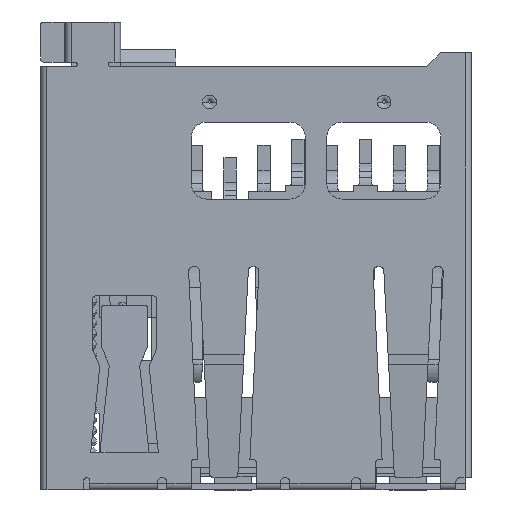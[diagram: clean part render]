
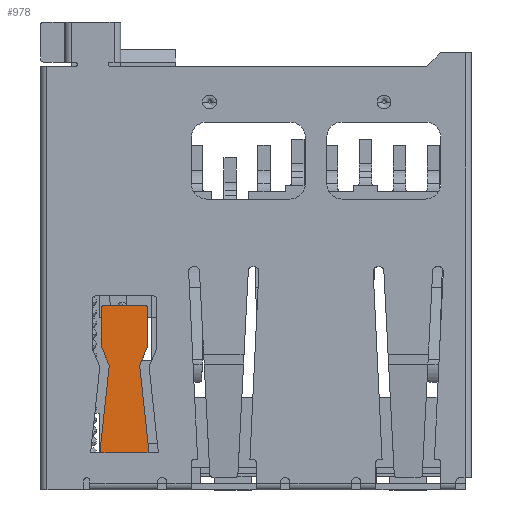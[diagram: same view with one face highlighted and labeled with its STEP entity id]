
A CAD part, top view. The second image highlights one B-rep face of the part: STEP entity #978.
In plain terms, the highlighted face is planar.
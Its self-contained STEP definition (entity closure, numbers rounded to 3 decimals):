
#186 = CARTESIAN_POINT ( 'NONE',  ( 3.47, 5.896, 0.2 ) ) ;
#978 = ADVANCED_FACE ( 'NONE', ( #39103 ), #9148, .T. ) ;
#1280 = DIRECTION ( 'NONE',  ( 0.107, 0.994, 0.017 ) ) ;
#1963 = CARTESIAN_POINT ( 'NONE',  ( 5.018, 1.198, 0.118 ) ) ;
#2622 = ORIENTED_EDGE ( 'NONE', *, *, #36671, .T. ) ;
#2626 = ORIENTED_EDGE ( 'NONE', *, *, #36063, .T. ) ;
#3123 = CARTESIAN_POINT ( 'NONE',  ( 3.774, 3.054, 0.15 ) ) ;
#3174 = DIRECTION ( 'NONE',  ( 0., 1., 0.017 ) ) ;
#3679 = CARTESIAN_POINT ( 'NONE',  ( 0., 1.098, 0.116 ) ) ;
#5755 = CIRCLE ( 'NONE', #38266, 0.1 ) ;
#5791 = CARTESIAN_POINT ( 'NONE',  ( 5.018, 2.438, 0.14 ) ) ;
#5843 = ORIENTED_EDGE ( 'NONE', *, *, #10407, .T. ) ;
#6148 = VERTEX_POINT ( 'NONE', #26621 ) ;
#6410 = DIRECTION ( 'NONE',  ( -0.385, -0.923, -0.016 ) ) ;
#9014 = EDGE_CURVE ( 'NONE', #12836, #29811, #30195, .T. ) ;
#9148 = PLANE ( 'NONE',  #9524 ) ;
#9294 = CARTESIAN_POINT ( 'NONE',  ( 0., -0.001, 0.097 ) ) ;
#9330 = LINE ( 'NONE', #38925, #27627 ) ;
#9524 = AXIS2_PLACEMENT_3D ( 'NONE', #9294, #32000, #12567 ) ;
#9584 = CARTESIAN_POINT ( 'NONE',  ( 3.618, 1.198, 0.118 ) ) ;
#10230 = DIRECTION ( 'NONE',  ( 0., -1., -0.017 ) ) ;
#10407 = EDGE_CURVE ( 'NONE', #30174, #26794, #41258, .T. ) ;
#11270 = VERTEX_POINT ( 'NONE', #16745 ) ;
#12567 = DIRECTION ( 'NONE',  ( 0., -1., -0.017 ) ) ;
#12836 = VERTEX_POINT ( 'NONE', #23533 ) ;
#12839 = DIRECTION ( 'NONE',  ( 0., 1., 0.017 ) ) ;
#12946 = VECTOR ( 'NONE', #1280, 1000. ) ;
#12959 = VECTOR ( 'NONE', #28479, 1000. ) ;
#13574 = LINE ( 'NONE', #3123, #29799 ) ;
#13973 = EDGE_CURVE ( 'NONE', #18050, #11270, #15172, .T. ) ;
#14224 = ORIENTED_EDGE ( 'NONE', *, *, #13973, .T. ) ;
#15172 = LINE ( 'NONE', #29650, #19270 ) ;
#15194 = EDGE_CURVE ( 'NONE', #26794, #27165, #9330, .T. ) ;
#15577 = VERTEX_POINT ( 'NONE', #24705 ) ;
#15689 = VECTOR ( 'NONE', #22866, 1000. ) ;
#15816 = VERTEX_POINT ( 'NONE', #28803 ) ;
#16717 = DIRECTION ( 'NONE',  ( 1., 0., 0. ) ) ;
#16745 = CARTESIAN_POINT ( 'NONE',  ( 3.518, 1.198, 0.118 ) ) ;
#16790 = AXIS2_PLACEMENT_3D ( 'NONE', #37961, #18564, #41206 ) ;
#18050 = VERTEX_POINT ( 'NONE', #22217 ) ;
#18394 = ORIENTED_EDGE ( 'NONE', *, *, #27101, .T. ) ;
#18564 = DIRECTION ( 'NONE',  ( 0., -0.017, 1. ) ) ;
#19270 = VECTOR ( 'NONE', #10230, 1000. ) ;
#19560 = CARTESIAN_POINT ( 'NONE',  ( 5.018, 2.438, 0.14 ) ) ;
#19706 = LINE ( 'NONE', #36868, #27284 ) ;
#22217 = CARTESIAN_POINT ( 'NONE',  ( 3.518, 2.438, 0.14 ) ) ;
#22866 = DIRECTION ( 'NONE',  ( 0.107, -0.994, -0.017 ) ) ;
#23533 = CARTESIAN_POINT ( 'NONE',  ( 4.762, 3.054, 0.15 ) ) ;
#24318 = LINE ( 'NONE', #186, #15689 ) ;
#24705 = CARTESIAN_POINT ( 'NONE',  ( 3.618, 1.098, 0.116 ) ) ;
#25860 = ORIENTED_EDGE ( 'NONE', *, *, #37072, .T. ) ;
#26621 = CARTESIAN_POINT ( 'NONE',  ( 3.47, 5.898, 0.2 ) ) ;
#26794 = VERTEX_POINT ( 'NONE', #1963 ) ;
#27101 = EDGE_CURVE ( 'NONE', #11270, #15577, #5755, .T. ) ;
#27165 = VERTEX_POINT ( 'NONE', #19560 ) ;
#27284 = VECTOR ( 'NONE', #30301, 1000. ) ;
#27338 = CARTESIAN_POINT ( 'NONE',  ( 4.918, 1.098, 0.116 ) ) ;
#27355 = ORIENTED_EDGE ( 'NONE', *, *, #30110, .F. ) ;
#27627 = VECTOR ( 'NONE', #3174, 1000. ) ;
#28278 = VECTOR ( 'NONE', #16717, 1000. ) ;
#28479 = DIRECTION ( 'NONE',  ( -0.385, 0.923, 0.016 ) ) ;
#28803 = CARTESIAN_POINT ( 'NONE',  ( 3.774, 3.054, 0.15 ) ) ;
#29650 = CARTESIAN_POINT ( 'NONE',  ( 3.518, -0.001, 0.097 ) ) ;
#29799 = VECTOR ( 'NONE', #6410, 1000. ) ;
#29811 = VERTEX_POINT ( 'NONE', #35450 ) ;
#30110 = EDGE_CURVE ( 'NONE', #6148, #29811, #19706, .T. ) ;
#30174 = VERTEX_POINT ( 'NONE', #27338 ) ;
#30195 = LINE ( 'NONE', #33738, #12946 ) ;
#30301 = DIRECTION ( 'NONE',  ( 1., 0., 0. ) ) ;
#32000 = DIRECTION ( 'NONE',  ( 0., -0.017, 1. ) ) ;
#32290 = DIRECTION ( 'NONE',  ( 0., -0.017, 1. ) ) ;
#33567 = EDGE_LOOP ( 'NONE', ( #2626, #37061, #14224, #18394, #2622, #5843, #34830, #25860, #34436, #27355 ) ) ;
#33738 = CARTESIAN_POINT ( 'NONE',  ( 4.762, 3.054, 0.15 ) ) ;
#34436 = ORIENTED_EDGE ( 'NONE', *, *, #9014, .T. ) ;
#34625 = EDGE_CURVE ( 'NONE', #15816, #18050, #13574, .T. ) ;
#34830 = ORIENTED_EDGE ( 'NONE', *, *, #15194, .T. ) ;
#35450 = CARTESIAN_POINT ( 'NONE',  ( 5.066, 5.898, 0.2 ) ) ;
#36063 = EDGE_CURVE ( 'NONE', #6148, #15816, #24318, .T. ) ;
#36671 = EDGE_CURVE ( 'NONE', #15577, #30174, #37926, .T. ) ;
#36868 = CARTESIAN_POINT ( 'NONE',  ( 3.47, 5.896, 0.2 ) ) ;
#37061 = ORIENTED_EDGE ( 'NONE', *, *, #34625, .T. ) ;
#37072 = EDGE_CURVE ( 'NONE', #27165, #12836, #37851, .T. ) ;
#37851 = LINE ( 'NONE', #5791, #12959 ) ;
#37926 = LINE ( 'NONE', #3679, #28278 ) ;
#37961 = CARTESIAN_POINT ( 'NONE',  ( 4.918, 1.198, 0.118 ) ) ;
#38266 = AXIS2_PLACEMENT_3D ( 'NONE', #9584, #32290, #12839 ) ;
#38925 = CARTESIAN_POINT ( 'NONE',  ( 5.018, -0.001, 0.097 ) ) ;
#39103 = FACE_OUTER_BOUND ( 'NONE', #33567, .T. ) ;
#41206 = DIRECTION ( 'NONE',  ( 0., 1., 0.017 ) ) ;
#41258 = CIRCLE ( 'NONE', #16790, 0.1 ) ;
